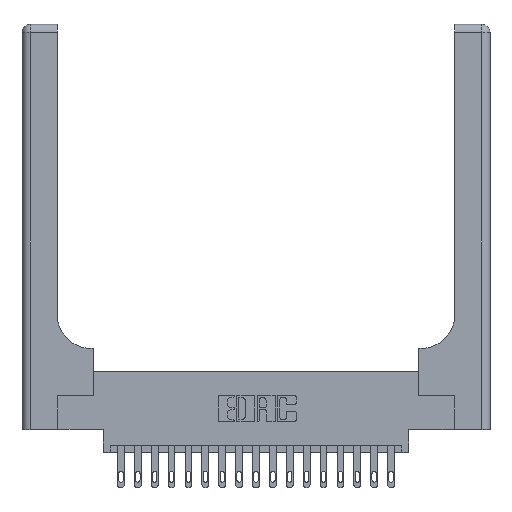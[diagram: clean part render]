
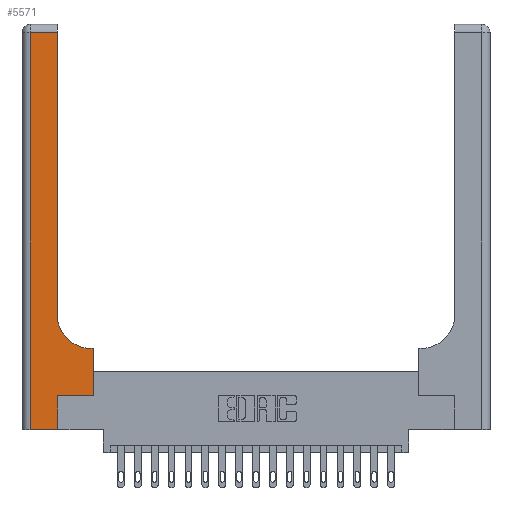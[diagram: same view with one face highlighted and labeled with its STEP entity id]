
A CAD part, top view. The second image highlights one B-rep face of the part: STEP entity #5571.
In plain terms, the highlighted planar face has unit normal (0, 0, 1).
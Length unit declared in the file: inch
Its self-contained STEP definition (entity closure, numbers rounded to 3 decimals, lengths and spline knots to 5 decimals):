
#180 = ORIENTED_EDGE ( 'NONE', *, *, #11498, .T. ) ;
#469 = VERTEX_POINT ( 'NONE', #16514 ) ;
#620 = LINE ( 'NONE', #14271, #2675 ) ;
#1171 = EDGE_CURVE ( 'NONE', #12462, #469, #12663, .T. ) ;
#1263 = LINE ( 'NONE', #13396, #10578 ) ;
#1278 = CARTESIAN_POINT ( 'NONE',  ( 0.51, 0.85, 0.37 ) ) ;
#1837 = DIRECTION ( 'NONE',  ( 0., -1., 0. ) ) ;
#2269 = CARTESIAN_POINT ( 'NONE',  ( 0., 0., 0.37 ) ) ;
#2476 = VECTOR ( 'NONE', #9898, 39.37008 ) ;
#2675 = VECTOR ( 'NONE', #3576, 39.37008 ) ;
#2714 = VERTEX_POINT ( 'NONE', #9712 ) ;
#3233 = VERTEX_POINT ( 'NONE', #16541 ) ;
#3576 = DIRECTION ( 'NONE',  ( 0., 1., 0. ) ) ;
#3676 = CARTESIAN_POINT ( 'NONE',  ( 0., 2.94, 0.37 ) ) ;
#3767 = VECTOR ( 'NONE', #10367, 39.37008 ) ;
#3895 = VECTOR ( 'NONE', #6863, 39.37008 ) ;
#3994 = VERTEX_POINT ( 'NONE', #6646 ) ;
#4035 = ORIENTED_EDGE ( 'NONE', *, *, #1171, .T. ) ;
#4854 = CARTESIAN_POINT ( 'NONE',  ( 0.26, 0.85, 0.37 ) ) ;
#5571 = ADVANCED_FACE ( 'NONE', ( #15955 ), #10077, .F. ) ;
#5596 = VERTEX_POINT ( 'NONE', #13314 ) ;
#5986 = VECTOR ( 'NONE', #1837, 39.37008 ) ;
#6451 = AXIS2_PLACEMENT_3D ( 'NONE', #13037, #7099, #17897 ) ;
#6625 = CARTESIAN_POINT ( 'NONE',  ( 0.26, 3., 0.37 ) ) ;
#6646 = CARTESIAN_POINT ( 'NONE',  ( 0.265, 0.25, 0.37 ) ) ;
#6863 = DIRECTION ( 'NONE',  ( -1., 0., 0. ) ) ;
#7099 = DIRECTION ( 'NONE',  ( 0., 0., -1. ) ) ;
#7410 = EDGE_LOOP ( 'NONE', ( #13469, #19304, #4035, #14275, #180, #11414, #13716, #15825, #13139 ) ) ;
#8050 = EDGE_CURVE ( 'NONE', #2714, #17371, #620, .T. ) ;
#8172 = LINE ( 'NONE', #6625, #2476 ) ;
#8481 = LINE ( 'NONE', #10102, #15392 ) ;
#8652 = LINE ( 'NONE', #18293, #3767 ) ;
#9613 = LINE ( 'NONE', #3676, #3895 ) ;
#9640 = EDGE_CURVE ( 'NONE', #17371, #16178, #8481, .T. ) ;
#9712 = CARTESIAN_POINT ( 'NONE',  ( 0.528, 0.25, 0.37 ) ) ;
#9898 = DIRECTION ( 'NONE',  ( 0., 1., 0. ) ) ;
#10077 = PLANE ( 'NONE',  #6451 ) ;
#10102 = CARTESIAN_POINT ( 'NONE',  ( 0.26, 0.6, 0.37 ) ) ;
#10254 = DIRECTION ( 'NONE',  ( 1., 0., 0. ) ) ;
#10367 = DIRECTION ( 'NONE',  ( 0., 1., 0. ) ) ;
#10578 = VECTOR ( 'NONE', #10254, 39.37008 ) ;
#10664 = DIRECTION ( 'NONE',  ( 0., 0., -1. ) ) ;
#11092 = CARTESIAN_POINT ( 'NONE',  ( 0.528, 0.6, 0.37 ) ) ;
#11414 = ORIENTED_EDGE ( 'NONE', *, *, #13746, .T. ) ;
#11498 = EDGE_CURVE ( 'NONE', #3233, #3994, #8652, .T. ) ;
#11638 = EDGE_CURVE ( 'NONE', #16178, #14854, #14177, .T. ) ;
#12319 = EDGE_CURVE ( 'NONE', #469, #3233, #14709, .T. ) ;
#12353 = CARTESIAN_POINT ( 'NONE',  ( 0.06, 2.94, 0.37 ) ) ;
#12462 = VERTEX_POINT ( 'NONE', #12353 ) ;
#12663 = LINE ( 'NONE', #18877, #5986 ) ;
#12753 = DIRECTION ( 'NONE',  ( -1., 0., 0. ) ) ;
#12945 = CARTESIAN_POINT ( 'NONE',  ( 0.51, 0.6, 0.37 ) ) ;
#13037 = CARTESIAN_POINT ( 'NONE',  ( 0., 3., 0.37 ) ) ;
#13139 = ORIENTED_EDGE ( 'NONE', *, *, #11638, .T. ) ;
#13314 = CARTESIAN_POINT ( 'NONE',  ( 0.26, 2.94, 0.37 ) ) ;
#13396 = CARTESIAN_POINT ( 'NONE',  ( 0.265, 0.25, 0.37 ) ) ;
#13469 = ORIENTED_EDGE ( 'NONE', *, *, #18902, .T. ) ;
#13716 = ORIENTED_EDGE ( 'NONE', *, *, #8050, .T. ) ;
#13746 = EDGE_CURVE ( 'NONE', #3994, #2714, #1263, .T. ) ;
#14177 = CIRCLE ( 'NONE', #16764, 0.25 ) ;
#14271 = CARTESIAN_POINT ( 'NONE',  ( 0.528, 0.25, 0.37 ) ) ;
#14275 = ORIENTED_EDGE ( 'NONE', *, *, #12319, .T. ) ;
#14709 = LINE ( 'NONE', #2269, #15421 ) ;
#14854 = VERTEX_POINT ( 'NONE', #4854 ) ;
#15230 = DIRECTION ( 'NONE',  ( 1., 0., 0. ) ) ;
#15392 = VECTOR ( 'NONE', #12753, 39.37008 ) ;
#15421 = VECTOR ( 'NONE', #19482, 39.37008 ) ;
#15701 = EDGE_CURVE ( 'NONE', #5596, #12462, #9613, .T. ) ;
#15825 = ORIENTED_EDGE ( 'NONE', *, *, #9640, .T. ) ;
#15955 = FACE_OUTER_BOUND ( 'NONE', #7410, .T. ) ;
#16178 = VERTEX_POINT ( 'NONE', #12945 ) ;
#16514 = CARTESIAN_POINT ( 'NONE',  ( 0.06, 0., 0.37 ) ) ;
#16541 = CARTESIAN_POINT ( 'NONE',  ( 0.265, 0., 0.37 ) ) ;
#16764 = AXIS2_PLACEMENT_3D ( 'NONE', #1278, #10664, #15230 ) ;
#17371 = VERTEX_POINT ( 'NONE', #11092 ) ;
#17897 = DIRECTION ( 'NONE',  ( -1., 0., 0. ) ) ;
#18293 = CARTESIAN_POINT ( 'NONE',  ( 0.265, 0., 0.37 ) ) ;
#18877 = CARTESIAN_POINT ( 'NONE',  ( 0.06, 3., 0.37 ) ) ;
#18902 = EDGE_CURVE ( 'NONE', #14854, #5596, #8172, .T. ) ;
#19304 = ORIENTED_EDGE ( 'NONE', *, *, #15701, .T. ) ;
#19482 = DIRECTION ( 'NONE',  ( 1., 0., 0. ) ) ;
